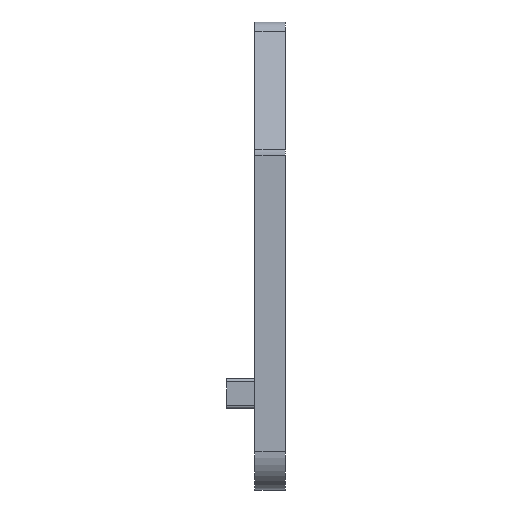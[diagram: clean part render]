
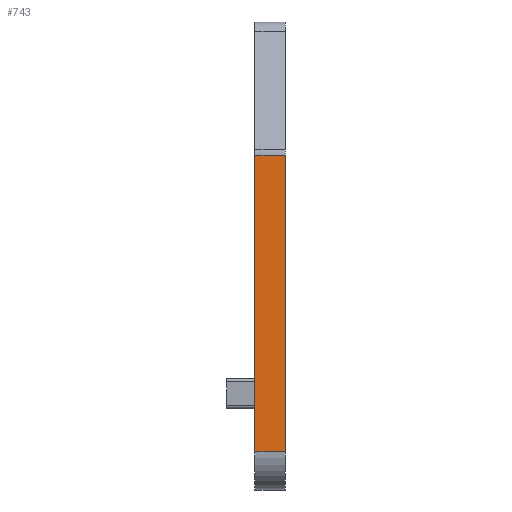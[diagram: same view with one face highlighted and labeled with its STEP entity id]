
A CAD part, front view. The second image highlights one B-rep face of the part: STEP entity #743.
In plain terms, the highlighted planar face has unit normal (0, -1, 0).
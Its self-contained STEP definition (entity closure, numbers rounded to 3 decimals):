
#723=AXIS2_PLACEMENT_3D('Plane Axis2P3D',#720,#721,#722) ;
#405=CARTESIAN_POINT('Vertex',(1.85,0.,2.5)) ;
#408=CARTESIAN_POINT('Line Origine',(1.85,0.,12.179)) ;
#412=CARTESIAN_POINT('Vertex',(1.85,0.,21.857)) ;
#701=CARTESIAN_POINT('Line Origine',(2.85,0.,21.857)) ;
#705=CARTESIAN_POINT('Vertex',(3.85,0.,21.857)) ;
#720=CARTESIAN_POINT('Axis2P3D Location',(3.85,0.,2.5)) ;
#725=CARTESIAN_POINT('Line Origine',(2.85,0.,2.5)) ;
#729=CARTESIAN_POINT('Vertex',(3.85,0.,2.5)) ;
#732=CARTESIAN_POINT('Line Origine',(3.85,0.,12.179)) ;
#409=DIRECTION('Vector Direction',(0.,0.,1.)) ;
#702=DIRECTION('Vector Direction',(1.,0.,0.)) ;
#721=DIRECTION('Axis2P3D Direction',(0.,1.,0.)) ;
#722=DIRECTION('Axis2P3D XDirection',(0.,0.,1.)) ;
#726=DIRECTION('Vector Direction',(1.,0.,0.)) ;
#733=DIRECTION('Vector Direction',(0.,0.,1.)) ;
#410=VECTOR('Line Direction',#409,1.) ;
#703=VECTOR('Line Direction',#702,1.) ;
#727=VECTOR('Line Direction',#726,1.) ;
#734=VECTOR('Line Direction',#733,1.) ;
#738=ORIENTED_EDGE('',*,*,#707,.F.) ;
#739=ORIENTED_EDGE('',*,*,#414,.T.) ;
#740=ORIENTED_EDGE('',*,*,#731,.T.) ;
#741=ORIENTED_EDGE('',*,*,#736,.F.) ;
#743=ADVANCED_FACE('Hauptk\X2\00F6\X0\rper',(#742),#724,.F.) ;
#414=EDGE_CURVE('',#413,#406,#411,.F.) ;
#707=EDGE_CURVE('',#413,#706,#704,.T.) ;
#731=EDGE_CURVE('',#406,#730,#728,.T.) ;
#736=EDGE_CURVE('',#706,#730,#735,.F.) ;
#737=EDGE_LOOP('',(#738,#739,#740,#741)) ;
#742=FACE_OUTER_BOUND('',#737,.T.) ;
#411=LINE('Line',#408,#410) ;
#704=LINE('Line',#701,#703) ;
#728=LINE('Line',#725,#727) ;
#735=LINE('Line',#732,#734) ;
#724=PLANE('',#723) ;
#406=VERTEX_POINT('',#405) ;
#413=VERTEX_POINT('',#412) ;
#706=VERTEX_POINT('',#705) ;
#730=VERTEX_POINT('',#729) ;
